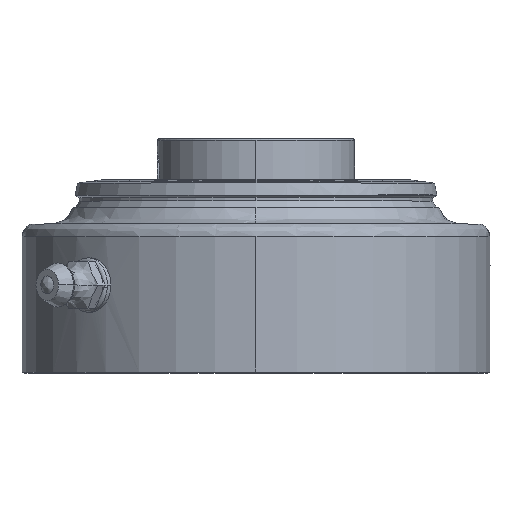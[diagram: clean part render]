
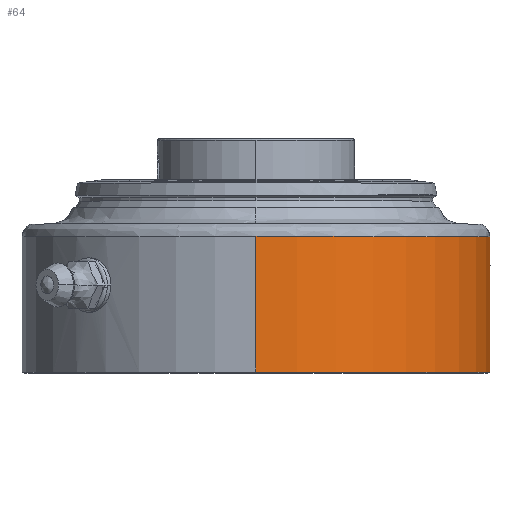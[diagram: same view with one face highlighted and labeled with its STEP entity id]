
A CAD part, top view. The second image highlights one B-rep face of the part: STEP entity #64.
In plain terms, the highlighted cylindrical face has radius 34.4 mm (diameter 68.8 mm), a partial arc.
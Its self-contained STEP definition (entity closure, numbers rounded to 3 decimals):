
#64 = ADVANCED_FACE ( 'NONE', ( #9651 ), #5184, .T. ) ;
#181 = CARTESIAN_POINT ( 'NONE',  ( 0., -19.927, 55.4 ) ) ;
#335 = LINE ( 'NONE', #6775, #11947 ) ;
#474 = EDGE_CURVE ( 'NONE', #4360, #4336, #3700, .T. ) ;
#478 = CARTESIAN_POINT ( 'NONE',  ( 0., 0.399, 124.2 ) ) ;
#538 = LINE ( 'NONE', #478, #1881 ) ;
#576 = DIRECTION ( 'NONE',  ( 0., 0., -1. ) ) ;
#615 = VERTEX_POINT ( 'NONE', #9607 ) ;
#662 = ORIENTED_EDGE ( 'NONE', *, *, #9097, .F. ) ;
#708 = AXIS2_PLACEMENT_3D ( 'NONE', #4114, #10782, #6122 ) ;
#1053 = VERTEX_POINT ( 'NONE', #181 ) ;
#1699 = AXIS2_PLACEMENT_3D ( 'NONE', #9687, #2398, #3195 ) ;
#1749 = VERTEX_POINT ( 'NONE', #10109 ) ;
#1862 = ORIENTED_EDGE ( 'NONE', *, *, #474, .T. ) ;
#1863 = CIRCLE ( 'NONE', #708, 34.4 ) ;
#1881 = VECTOR ( 'NONE', #10666, 1000. ) ;
#1957 = EDGE_CURVE ( 'NONE', #4336, #1749, #8874, .T. ) ;
#2249 = ORIENTED_EDGE ( 'NONE', *, *, #9556, .F. ) ;
#2382 = CARTESIAN_POINT ( 'NONE',  ( 0., -19.2, 89.8 ) ) ;
#2391 = EDGE_CURVE ( 'NONE', #1749, #1053, #335, .T. ) ;
#2398 = DIRECTION ( 'NONE',  ( 0., 1., 0. ) ) ;
#2803 = ORIENTED_EDGE ( 'NONE', *, *, #8784, .T. ) ;
#3195 = DIRECTION ( 'NONE',  ( 0., 0., -1. ) ) ;
#3422 = DIRECTION ( 'NONE',  ( 0., -1., 0. ) ) ;
#3589 = CARTESIAN_POINT ( 'NONE',  ( -34.4, -19.2, 89.8 ) ) ;
#3661 = AXIS2_PLACEMENT_3D ( 'NONE', #2382, #3422, #6959 ) ;
#3700 = LINE ( 'NONE', #12006, #11545 ) ;
#3739 = CARTESIAN_POINT ( 'NONE',  ( 0., -19.927, 124.2 ) ) ;
#3882 = AXIS2_PLACEMENT_3D ( 'NONE', #8860, #4204, #576 ) ;
#4001 = CIRCLE ( 'NONE', #10009, 34.4 ) ;
#4114 = CARTESIAN_POINT ( 'NONE',  ( 0., -19.927, 89.8 ) ) ;
#4204 = DIRECTION ( 'NONE',  ( 0., -1., 0. ) ) ;
#4336 = VERTEX_POINT ( 'NONE', #3589 ) ;
#4360 = VERTEX_POINT ( 'NONE', #8306 ) ;
#5184 = CYLINDRICAL_SURFACE ( 'NONE', #3882, 34.4 ) ;
#6122 = DIRECTION ( 'NONE',  ( 0., 0., -1. ) ) ;
#6353 = CIRCLE ( 'NONE', #1699, 34.4 ) ;
#6418 = VERTEX_POINT ( 'NONE', #3739 ) ;
#6527 = DIRECTION ( 'NONE',  ( 0., 0., -1. ) ) ;
#6715 = DIRECTION ( 'NONE',  ( 0., -1., 0. ) ) ;
#6736 = EDGE_LOOP ( 'NONE', ( #2249, #662, #1862, #11625, #7827, #7476, #2803 ) ) ;
#6775 = CARTESIAN_POINT ( 'NONE',  ( 0., 0.399, 55.4 ) ) ;
#6959 = DIRECTION ( 'NONE',  ( -1., 0., 0.01 ) ) ;
#7385 = CARTESIAN_POINT ( 'NONE',  ( 0., 0., 89.8 ) ) ;
#7476 = ORIENTED_EDGE ( 'NONE', *, *, #9490, .T. ) ;
#7615 = DIRECTION ( 'NONE',  ( 0., 1., 0. ) ) ;
#7827 = ORIENTED_EDGE ( 'NONE', *, *, #2391, .T. ) ;
#8306 = CARTESIAN_POINT ( 'NONE',  ( -34.4, 0., 89.8 ) ) ;
#8784 = EDGE_CURVE ( 'NONE', #9959, #6418, #1863, .T. ) ;
#8860 = CARTESIAN_POINT ( 'NONE',  ( 0., 0.399, 89.8 ) ) ;
#8874 = CIRCLE ( 'NONE', #3661, 34.4 ) ;
#9097 = EDGE_CURVE ( 'NONE', #4360, #615, #4001, .T. ) ;
#9149 = DIRECTION ( 'NONE',  ( 0., -1., 0. ) ) ;
#9490 = EDGE_CURVE ( 'NONE', #1053, #9959, #6353, .T. ) ;
#9556 = EDGE_CURVE ( 'NONE', #615, #6418, #538, .T. ) ;
#9607 = CARTESIAN_POINT ( 'NONE',  ( 0., 0., 124.2 ) ) ;
#9651 = FACE_OUTER_BOUND ( 'NONE', #6736, .T. ) ;
#9687 = CARTESIAN_POINT ( 'NONE',  ( 0., -19.927, 89.8 ) ) ;
#9959 = VERTEX_POINT ( 'NONE', #10898 ) ;
#10009 = AXIS2_PLACEMENT_3D ( 'NONE', #7385, #7615, #6527 ) ;
#10109 = CARTESIAN_POINT ( 'NONE',  ( 0., -19.2, 55.4 ) ) ;
#10666 = DIRECTION ( 'NONE',  ( 0., -1., 0. ) ) ;
#10782 = DIRECTION ( 'NONE',  ( 0., 1., 0. ) ) ;
#10898 = CARTESIAN_POINT ( 'NONE',  ( -34.4, -19.927, 89.803 ) ) ;
#11545 = VECTOR ( 'NONE', #9149, 1000. ) ;
#11625 = ORIENTED_EDGE ( 'NONE', *, *, #1957, .T. ) ;
#11947 = VECTOR ( 'NONE', #6715, 1000. ) ;
#12006 = CARTESIAN_POINT ( 'NONE',  ( -34.4, 0.399, 89.8 ) ) ;
